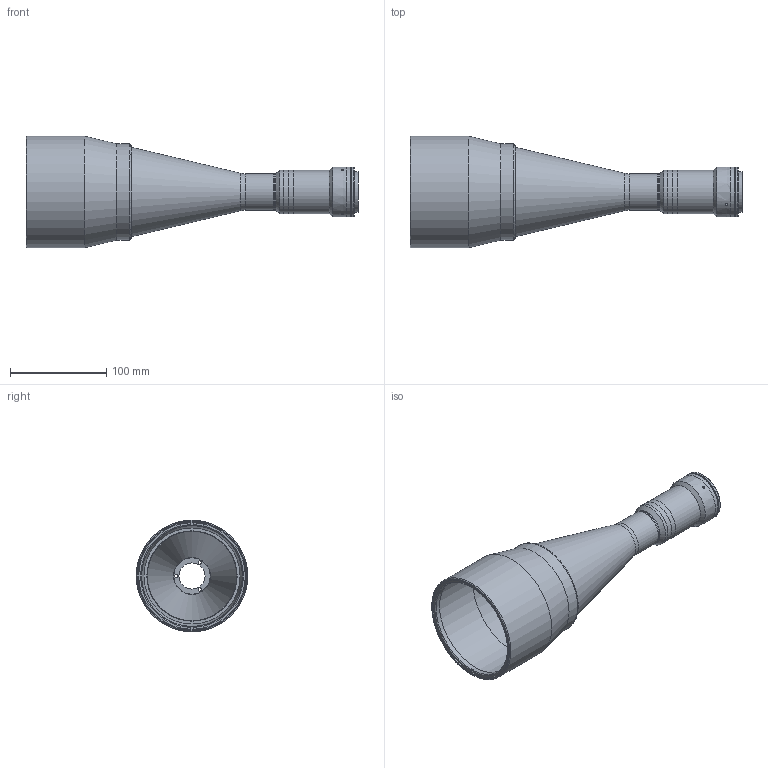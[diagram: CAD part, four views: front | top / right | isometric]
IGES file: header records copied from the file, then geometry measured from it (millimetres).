
Start section: SolidWorks IGES file using analytic representation for surfaces
Global section: file name: DP32155-A_TC10M080-J.igs; native system: SolidWorks 2021; preprocessor: SolidWorks 2021; author: lfspanu; date: 221206.172422; units: millimetre
Bounding box: 345.43 x 116 x 116 mm (x, y, z)
Surface area: 101600.8 mm2 (no closed solid volume)
Topology: 0 solids, 0 shells, 64 faces, 385 edges, 352 vertices
Faces by surface type: revolution 43, bspline 21
